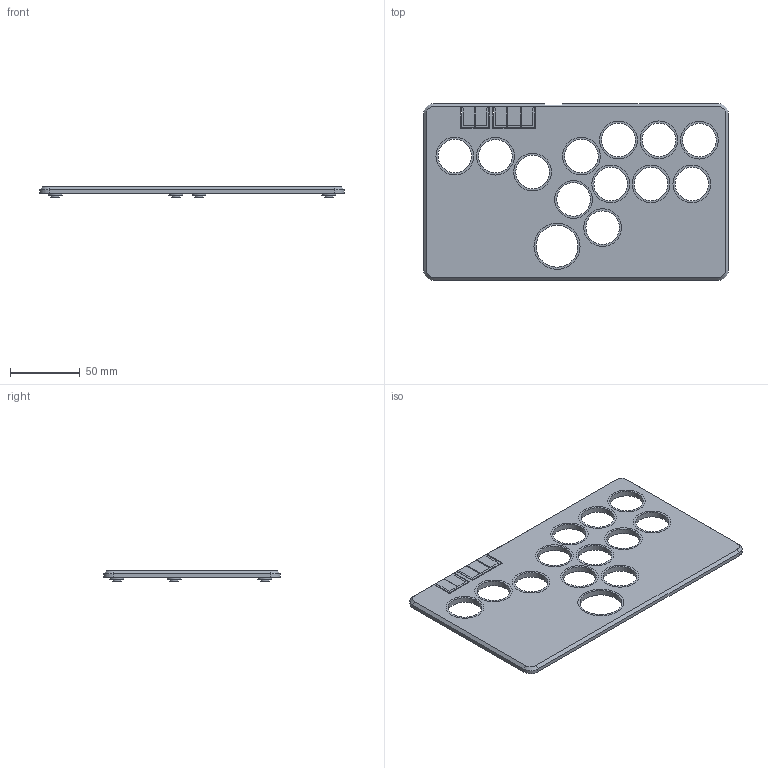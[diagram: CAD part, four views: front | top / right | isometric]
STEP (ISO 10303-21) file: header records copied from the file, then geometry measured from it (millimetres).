
FILE_DESCRIPTION(/* description */ (''),/* implementation_level */ '2;1');
FILE_NAME(/* name */ 'Flatbox-rev5B-case-13button-2color.step',/* time_stamp */ '2023-08-12T23:08:28-04:00',/* author */ (''),/* organization */ (''),/* preprocessor_version */ 'ST-DEVELOPER v20',/* originating_system */ 'Autodesk Translation Framework v12.9.0.99',/* authorisation */ '');
FILE_SCHEMA (('AUTOMOTIVE_DESIGN { 1 0 10303 214 3 1 1 }'));
Length unit declared in the file: millimetre
Products named in the file (2): COMPOUND086; COMPOUND084
Assembly tree (1 placements, depth 2):
  COMPOUND086
    COMPOUND084
Bounding box: 218 x 126.4 x 7.2 mm (x, y, z)
Volume: 83042.2 mm3; surface area: 60546.6 mm2
Topology: 19 solids, 19 shells, 215 faces, 458 edges, 302 vertices
Faces by surface type: plane 143, cylinder 68, cone 4
Full cylindrical faces by diameter (mm): 2.8 x7, 6 x7, 10 x7, 24 x12, 27 x24, 30 x1, 33 x2
Entity records: 5953 total; most frequent: DIRECTION 1034, CARTESIAN_POINT 978, ORIENTED_EDGE 916, EDGE_CURVE 458, AXIS2_PLACEMENT_3D 358, LINE 318, VECTOR 318, VERTEX_POINT 302
